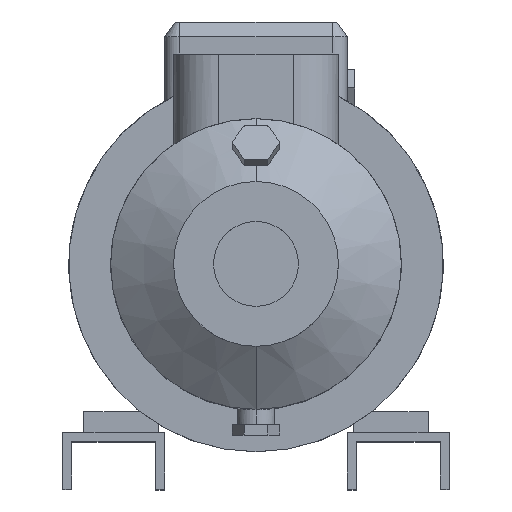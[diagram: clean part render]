
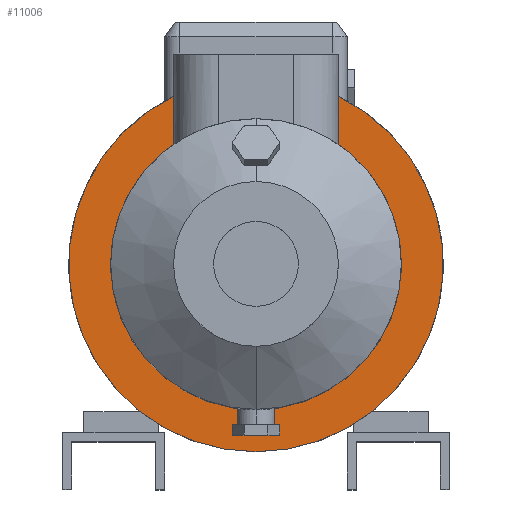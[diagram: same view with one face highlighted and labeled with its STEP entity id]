
A CAD part, top view. The second image highlights one B-rep face of the part: STEP entity #11006.
In plain terms, the highlighted planar face has unit normal (0, 0, 1).
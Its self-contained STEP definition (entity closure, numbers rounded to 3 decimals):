
#54 = DIRECTION ( 'NONE',  ( 0., 1., 0. ) ) ;
#442 = EDGE_CURVE ( 'NONE', #3766, #11196, #4280, .T. ) ;
#532 = DIRECTION ( 'NONE',  ( 0., -1., 0. ) ) ;
#534 = CARTESIAN_POINT ( 'NONE',  ( 0., 0., -43. ) ) ;
#541 = DIRECTION ( 'NONE',  ( 0., -1., 0. ) ) ;
#579 = CARTESIAN_POINT ( 'NONE',  ( -55., 79.9, -43. ) ) ;
#644 = CARTESIAN_POINT ( 'NONE',  ( 0., 0., -43. ) ) ;
#1284 = AXIS2_PLACEMENT_3D ( 'NONE', #644, #7807, #532 ) ;
#1389 = DIRECTION ( 'NONE',  ( 0., 0., 1. ) ) ;
#1743 = DIRECTION ( 'NONE',  ( 0., 0., -1. ) ) ;
#2064 = CARTESIAN_POINT ( 'NONE',  ( 0., -97., -43. ) ) ;
#2079 = AXIS2_PLACEMENT_3D ( 'NONE', #10057, #1743, #5219 ) ;
#2125 = CARTESIAN_POINT ( 'NONE',  ( 0., -125., -43. ) ) ;
#2185 = EDGE_CURVE ( 'NONE', #3766, #9325, #5173, .T. ) ;
#2517 = CARTESIAN_POINT ( 'NONE',  ( -55., -125.002, -43. ) ) ;
#2720 = CARTESIAN_POINT ( 'NONE',  ( 55., -125.002, -43. ) ) ;
#3095 = CARTESIAN_POINT ( 'NONE',  ( 0., 0., -43. ) ) ;
#3468 = EDGE_CURVE ( 'NONE', #11196, #10863, #7155, .T. ) ;
#3513 = ORIENTED_EDGE ( 'NONE', *, *, #4455, .T. ) ;
#3766 = VERTEX_POINT ( 'NONE', #579 ) ;
#4280 = LINE ( 'NONE', #2517, #8219 ) ;
#4289 = VERTEX_POINT ( 'NONE', #8560 ) ;
#4455 = EDGE_CURVE ( 'NONE', #10863, #8355, #5860, .T. ) ;
#4481 = FACE_OUTER_BOUND ( 'NONE', #7705, .T. ) ;
#4700 = AXIS2_PLACEMENT_3D ( 'NONE', #3095, #1389, #7827 ) ;
#5135 = CIRCLE ( 'NONE', #5725, 97. ) ;
#5173 = CIRCLE ( 'NONE', #1284, 97. ) ;
#5219 = DIRECTION ( 'NONE',  ( 0., 1., 0. ) ) ;
#5309 = DIRECTION ( 'NONE',  ( 0., 1., 0. ) ) ;
#5395 = PLANE ( 'NONE',  #2079 ) ;
#5725 = AXIS2_PLACEMENT_3D ( 'NONE', #10680, #8910, #541 ) ;
#5860 = CIRCLE ( 'NONE', #4700, 125. ) ;
#6992 = ORIENTED_EDGE ( 'NONE', *, *, #442, .T. ) ;
#7008 = EDGE_CURVE ( 'NONE', #9325, #4289, #5135, .T. ) ;
#7145 = DIRECTION ( 'NONE',  ( 0., -1., 0. ) ) ;
#7155 = CIRCLE ( 'NONE', #11628, 125. ) ;
#7199 = DIRECTION ( 'NONE',  ( 0., 0., 1. ) ) ;
#7705 = EDGE_LOOP ( 'NONE', ( #10291, #10739, #11521, #6992, #10505, #3513 ) ) ;
#7807 = DIRECTION ( 'NONE',  ( 0., 0., 1. ) ) ;
#7827 = DIRECTION ( 'NONE',  ( 0., -1., 0. ) ) ;
#8219 = VECTOR ( 'NONE', #5309, 1000. ) ;
#8355 = VERTEX_POINT ( 'NONE', #10111 ) ;
#8560 = CARTESIAN_POINT ( 'NONE',  ( 55., 79.9, -43. ) ) ;
#8910 = DIRECTION ( 'NONE',  ( 0., 0., 1. ) ) ;
#9325 = VERTEX_POINT ( 'NONE', #2064 ) ;
#9406 = LINE ( 'NONE', #2720, #11351 ) ;
#9454 = EDGE_CURVE ( 'NONE', #4289, #8355, #9406, .T. ) ;
#10057 = CARTESIAN_POINT ( 'NONE',  ( 0., 97., -43. ) ) ;
#10111 = CARTESIAN_POINT ( 'NONE',  ( 55., 112.25, -43. ) ) ;
#10291 = ORIENTED_EDGE ( 'NONE', *, *, #9454, .F. ) ;
#10505 = ORIENTED_EDGE ( 'NONE', *, *, #3468, .T. ) ;
#10680 = CARTESIAN_POINT ( 'NONE',  ( 0., 0., -43. ) ) ;
#10739 = ORIENTED_EDGE ( 'NONE', *, *, #7008, .F. ) ;
#10863 = VERTEX_POINT ( 'NONE', #2125 ) ;
#11006 = ADVANCED_FACE ( 'NONE', ( #4481 ), #5395, .F. ) ;
#11196 = VERTEX_POINT ( 'NONE', #11455 ) ;
#11351 = VECTOR ( 'NONE', #54, 1000. ) ;
#11455 = CARTESIAN_POINT ( 'NONE',  ( -55., 112.25, -43. ) ) ;
#11521 = ORIENTED_EDGE ( 'NONE', *, *, #2185, .F. ) ;
#11628 = AXIS2_PLACEMENT_3D ( 'NONE', #534, #7199, #7145 ) ;
